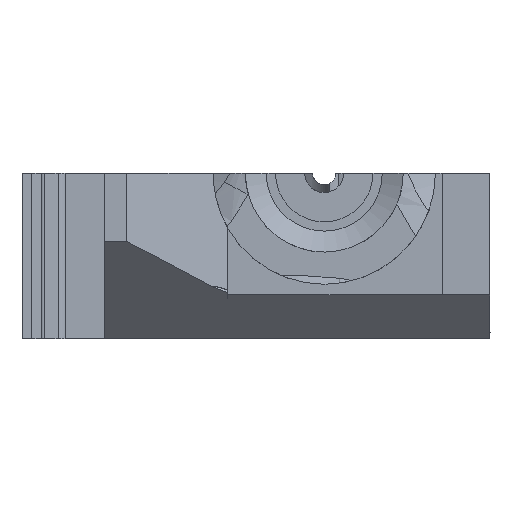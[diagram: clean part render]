
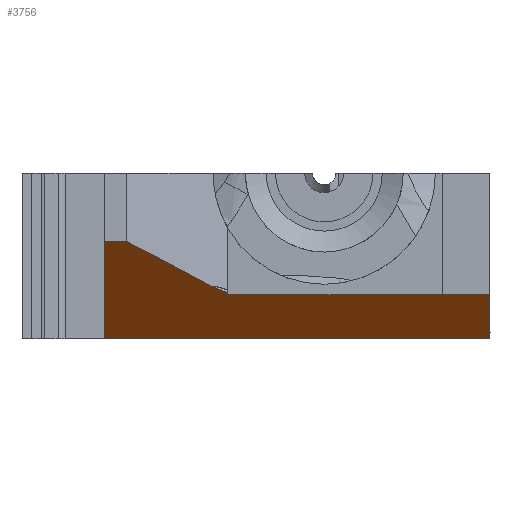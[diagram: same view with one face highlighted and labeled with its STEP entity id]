
A CAD part, front view. The second image highlights one B-rep face of the part: STEP entity #3756.
In plain terms, the highlighted planar face has unit normal (0, -0.707, -0.707).
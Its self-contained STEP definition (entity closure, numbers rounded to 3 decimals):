
#462=FACE_OUTER_BOUND('',#684,.T.);
#684=EDGE_LOOP('',(#2666,#2667,#2668,#2669,#2670,#2671,#2672,#2673,#2674,
#2675,#2676));
#902=LINE('',#5302,#1205);
#950=LINE('',#5435,#1253);
#969=LINE('',#5803,#1272);
#971=LINE('',#5808,#1274);
#972=LINE('',#5811,#1275);
#973=LINE('',#5815,#1276);
#979=LINE('',#5879,#1282);
#980=LINE('',#5881,#1283);
#981=LINE('',#5882,#1284);
#982=LINE('',#5884,#1285);
#983=LINE('',#5885,#1286);
#1205=VECTOR('',#4337,10.);
#1253=VECTOR('',#4427,10.);
#1272=VECTOR('',#4490,10.);
#1274=VECTOR('',#4496,10.);
#1275=VECTOR('',#4499,10.);
#1276=VECTOR('',#4504,10.);
#1282=VECTOR('',#4522,10.);
#1283=VECTOR('',#4523,10.);
#1284=VECTOR('',#4524,10.);
#1285=VECTOR('',#4525,10.);
#1286=VECTOR('',#4526,10.);
#1508=VERTEX_POINT('',#5299);
#1509=VERTEX_POINT('',#5301);
#1567=VERTEX_POINT('',#5433);
#1604=VERTEX_POINT('',#5799);
#1606=VERTEX_POINT('',#5802);
#1607=VERTEX_POINT('',#5806);
#1608=VERTEX_POINT('',#5810);
#1609=VERTEX_POINT('',#5814);
#1623=VERTEX_POINT('',#5878);
#1624=VERTEX_POINT('',#5880);
#1625=VERTEX_POINT('',#5883);
#1894=EDGE_CURVE('',#1508,#1509,#902,.T.);
#1958=EDGE_CURVE('',#1567,#1508,#950,.T.);
#2011=EDGE_CURVE('',#1604,#1606,#969,.T.);
#2014=EDGE_CURVE('',#1607,#1606,#971,.T.);
#2015=EDGE_CURVE('',#1607,#1608,#972,.T.);
#2017=EDGE_CURVE('',#1609,#1509,#973,.T.);
#2032=EDGE_CURVE('',#1623,#1567,#979,.T.);
#2033=EDGE_CURVE('',#1624,#1623,#980,.T.);
#2034=EDGE_CURVE('',#1608,#1624,#981,.T.);
#2035=EDGE_CURVE('',#1625,#1604,#982,.T.);
#2036=EDGE_CURVE('',#1609,#1625,#983,.T.);
#2666=ORIENTED_EDGE('',*,*,#1958,.F.);
#2667=ORIENTED_EDGE('',*,*,#2032,.F.);
#2668=ORIENTED_EDGE('',*,*,#2033,.F.);
#2669=ORIENTED_EDGE('',*,*,#2034,.F.);
#2670=ORIENTED_EDGE('',*,*,#2015,.F.);
#2671=ORIENTED_EDGE('',*,*,#2014,.T.);
#2672=ORIENTED_EDGE('',*,*,#2011,.F.);
#2673=ORIENTED_EDGE('',*,*,#2035,.F.);
#2674=ORIENTED_EDGE('',*,*,#2036,.F.);
#2675=ORIENTED_EDGE('',*,*,#2017,.T.);
#2676=ORIENTED_EDGE('',*,*,#1894,.F.);
#3639=PLANE('',#4018);
#3756=ADVANCED_FACE('',(#462),#3639,.F.);
#4018=AXIS2_PLACEMENT_3D('',#5877,#4520,#4521);
#4337=DIRECTION('',(-1.,0.,0.));
#4427=DIRECTION('',(0.,0.707,-0.707));
#4490=DIRECTION('',(0.876,0.341,-0.341));
#4496=DIRECTION('',(0.,-0.707,0.707));
#4499=DIRECTION('',(1.,0.,0.));
#4504=DIRECTION('',(0.,0.707,-0.707));
#4520=DIRECTION('center_axis',(0.,0.707,0.707));
#4521=DIRECTION('ref_axis',(0.,-0.707,0.707));
#4522=DIRECTION('',(1.,0.,0.));
#4523=DIRECTION('',(1.,0.,0.));
#4524=DIRECTION('',(0.,-0.707,0.707));
#4525=DIRECTION('',(0.799,0.425,-0.425));
#4526=DIRECTION('',(1.,0.,0.));
#5299=CARTESIAN_POINT('',(17.,-74.5,-17.));
#5301=CARTESIAN_POINT('',(-22.5,-74.5,-17.));
#5302=CARTESIAN_POINT('',(-12.855,-74.5,-17.));
#5433=CARTESIAN_POINT('',(17.,-79.,-12.5));
#5435=CARTESIAN_POINT('',(17.,-73.25,-18.25));
#5799=CARTESIAN_POINT('',(-11.582,-79.896,-11.604));
#5802=CARTESIAN_POINT('',(-9.896,-79.24,-12.26));
#5803=CARTESIAN_POINT('',(-11.582,-79.896,-11.604));
#5806=CARTESIAN_POINT('',(-9.896,-78.604,-12.896));
#5808=CARTESIAN_POINT('',(-9.896,-77.765,-13.735));
#5810=CARTESIAN_POINT('',(-9.896,-78.604,-12.896));
#5811=CARTESIAN_POINT('',(-16.198,-78.604,-12.896));
#5814=CARTESIAN_POINT('',(-22.5,-84.5,-7.));
#5815=CARTESIAN_POINT('',(-22.5,-80.647,-10.853));
#5877=CARTESIAN_POINT('Origin',(-22.5,-74.5,-17.));
#5878=CARTESIAN_POINT('',(12.104,-79.,-12.5));
#5879=CARTESIAN_POINT('',(-2.75,-79.,-12.5));
#5880=CARTESIAN_POINT('',(-9.896,-79.,-12.5));
#5881=CARTESIAN_POINT('',(-16.198,-79.,-12.5));
#5882=CARTESIAN_POINT('',(-9.896,-76.875,-14.625));
#5883=CARTESIAN_POINT('',(-20.24,-84.5,-7.));
#5884=CARTESIAN_POINT('',(-15.482,-81.97,-9.53));
#5885=CARTESIAN_POINT('',(-22.5,-84.5,-7.));
